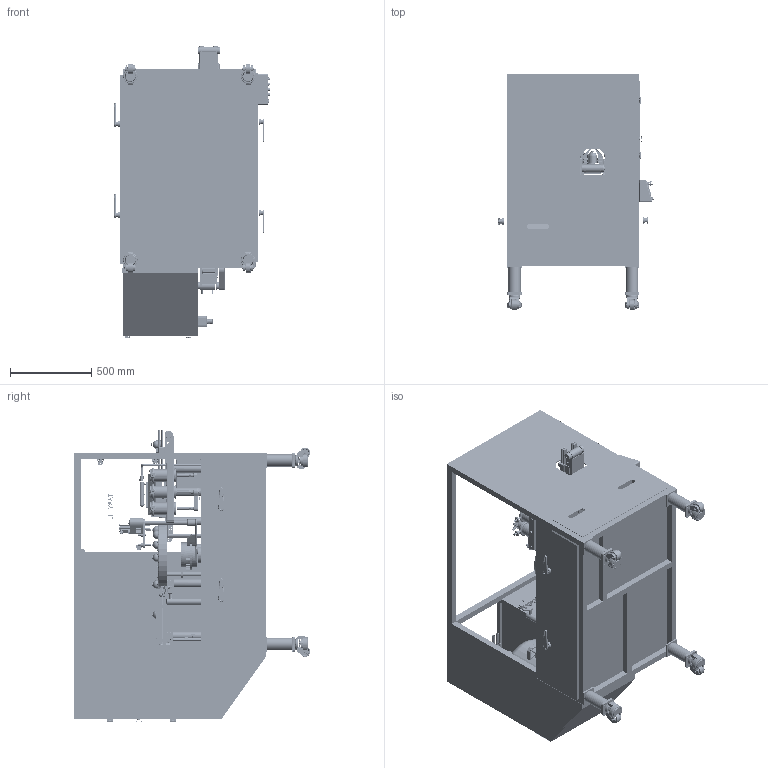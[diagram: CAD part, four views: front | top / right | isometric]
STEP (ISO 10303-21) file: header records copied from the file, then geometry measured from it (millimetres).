
FILE_DESCRIPTION (( 'STEP AP214' ), '1' );
FILE_NAME ('Filling Machine.STEP', '2013-03-15T13:59:39', ( '微软用户' ), ( '微软中国' ), 'SwSTEP 2.0', 'SolidWorks 2012', '' );
FILE_SCHEMA (( 'AUTOMOTIVE_DESIGN' ));
Length unit declared in the file: inch
Products named in the file (1): Filling Machine
Bounding box: 955.96 x 1452.07 x 1799.54 mm (x, y, z)
Surface area: 16410045.6 mm2 (no closed solid volume)
Topology: 0 solids, 575 shells, 2540 faces, 13111 edges, 10848 vertices
Faces by surface type: plane 1249, cylinder 767, torus 238, cone 147, bspline 114, sphere 25
Full cylindrical faces by diameter (mm): 4.826 x1, 6.35 x7, 7.112 x2, 7.925 x3, 8 x4, 8.395 x2, 8.629 x1, 9.017 x2, 9.525 x10, 10.16 x4, 11.1 x3, 11.813 x5, 12.7 x24, 13.589 x6, 13.919 x6, 13.925 x1, 14 x1, 14.224 x1, 14.275 x4, 14.986 x3, 15 x2, 15.2 x2, 15.875 x13, 15.877 x4, 16.596 x1, 17.78 x4, 17.91 x1, 19.05 x31, 20.32 x1, 21 x1
Entity records: 160507 total; most frequent: CARTESIAN_POINT 62577, DIRECTION 18742, ORIENTED_EDGE 15724, EDGE_CURVE 12552, VERTEX_POINT 10738, LINE 6852, VECTOR 6852, AXIS2_PLACEMENT_3D 5945
